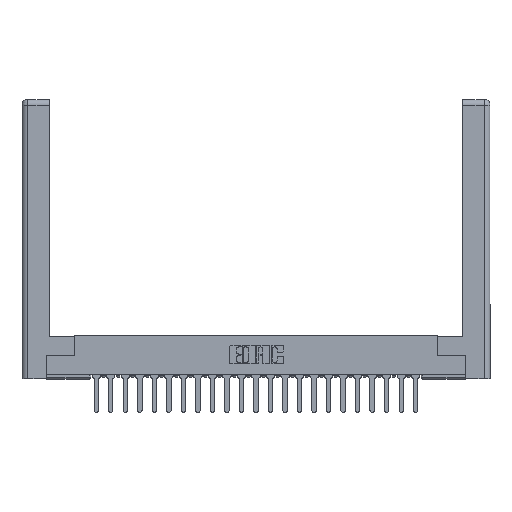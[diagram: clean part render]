
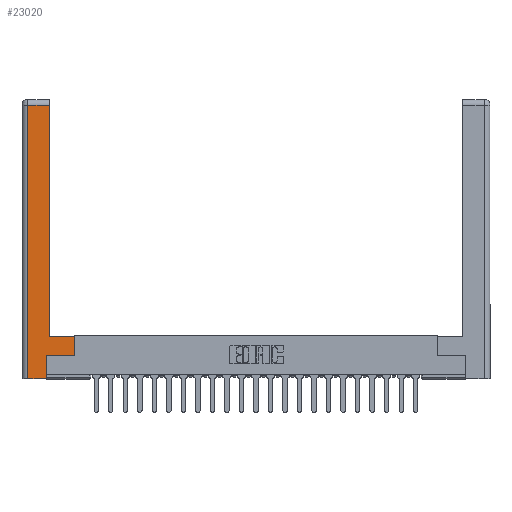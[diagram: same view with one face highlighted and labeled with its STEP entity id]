
A CAD part, top view. The second image highlights one B-rep face of the part: STEP entity #23020.
In plain terms, the highlighted planar face has unit normal (0, 0, 1).
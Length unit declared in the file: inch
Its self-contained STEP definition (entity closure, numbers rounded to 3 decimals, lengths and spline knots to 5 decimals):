
#624 = CARTESIAN_POINT ( 'NONE',  ( 0., 0., 0. ) ) ;
#1489 = DIRECTION ( 'NONE',  ( 1., 0., 0. ) ) ;
#2126 = DIRECTION ( 'NONE',  ( -1., 0., 0. ) ) ;
#2768 = DIRECTION ( 'NONE',  ( 0., 1., 0. ) ) ;
#3256 = LINE ( 'NONE', #7397, #18549 ) ;
#4312 = VECTOR ( 'NONE', #23072, 39.37008 ) ;
#4355 = DIRECTION ( 'NONE',  ( 0., 0., -1. ) ) ;
#4423 = EDGE_CURVE ( 'NONE', #24193, #21298, #4464, .T. ) ;
#4464 = LINE ( 'NONE', #20136, #23586 ) ;
#5497 = EDGE_CURVE ( 'NONE', #11436, #13824, #24358, .T. ) ;
#6099 = VECTOR ( 'NONE', #1489, 39.37008 ) ;
#6247 = CARTESIAN_POINT ( 'NONE',  ( 0.565, 0.245, 0. ) ) ;
#6437 = CARTESIAN_POINT ( 'NONE',  ( 0.265, 0.245, 0. ) ) ;
#7282 = CARTESIAN_POINT ( 'NONE',  ( 0.565, 0.245, 0. ) ) ;
#7378 = LINE ( 'NONE', #14717, #12591 ) ;
#7397 = CARTESIAN_POINT ( 'NONE',  ( 0.265, 0.245, 0. ) ) ;
#7702 = CARTESIAN_POINT ( 'NONE',  ( 0.265, 0., 0. ) ) ;
#7794 = VERTEX_POINT ( 'NONE', #6437 ) ;
#8467 = DIRECTION ( 'NONE',  ( -1., 0., 0. ) ) ;
#8468 = EDGE_CURVE ( 'NONE', #7794, #25086, #24921, .T. ) ;
#8585 = ORIENTED_EDGE ( 'NONE', *, *, #5497, .T. ) ;
#9323 = LINE ( 'NONE', #25282, #4312 ) ;
#10816 = PLANE ( 'NONE',  #21161 ) ;
#10875 = CARTESIAN_POINT ( 'NONE',  ( 0.0615, 0., 0. ) ) ;
#10911 = ORIENTED_EDGE ( 'NONE', *, *, #8468, .T. ) ;
#10990 = ORIENTED_EDGE ( 'NONE', *, *, #12823, .T. ) ;
#11436 = VERTEX_POINT ( 'NONE', #10875 ) ;
#12585 = CARTESIAN_POINT ( 'NONE',  ( 0.565, 0.45, 0. ) ) ;
#12591 = VECTOR ( 'NONE', #20600, 39.37008 ) ;
#12765 = EDGE_CURVE ( 'NONE', #15592, #24193, #20085, .T. ) ;
#12823 = EDGE_CURVE ( 'NONE', #21298, #24401, #19581, .T. ) ;
#13031 = ORIENTED_EDGE ( 'NONE', *, *, #17417, .T. ) ;
#13707 = CARTESIAN_POINT ( 'NONE',  ( 0.295, 0.45, 0. ) ) ;
#13824 = VERTEX_POINT ( 'NONE', #7702 ) ;
#14192 = ORIENTED_EDGE ( 'NONE', *, *, #4423, .T. ) ;
#14462 = CARTESIAN_POINT ( 'NONE',  ( 0.265, 0., 0. ) ) ;
#14717 = CARTESIAN_POINT ( 'NONE',  ( 0.0615, 0., 0. ) ) ;
#15592 = VERTEX_POINT ( 'NONE', #12585 ) ;
#15642 = CARTESIAN_POINT ( 'NONE',  ( 0.0615, 2.94, 0. ) ) ;
#15893 = DIRECTION ( 'NONE',  ( -1., 0., 0. ) ) ;
#16628 = DIRECTION ( 'NONE',  ( 1., 0., 0. ) ) ;
#17206 = VECTOR ( 'NONE', #16628, 39.37008 ) ;
#17417 = EDGE_CURVE ( 'NONE', #13824, #7794, #3256, .T. ) ;
#18206 = FACE_OUTER_BOUND ( 'NONE', #19629, .T. ) ;
#18549 = VECTOR ( 'NONE', #19437, 39.37008 ) ;
#18844 = VECTOR ( 'NONE', #15893, 39.37008 ) ;
#19224 = CARTESIAN_POINT ( 'NONE',  ( 0.0615, 2.94, 0. ) ) ;
#19437 = DIRECTION ( 'NONE',  ( 0., 1., 0. ) ) ;
#19581 = LINE ( 'NONE', #15642, #19688 ) ;
#19629 = EDGE_LOOP ( 'NONE', ( #14192, #10990, #19800, #8585, #13031, #10911, #22641, #23292 ) ) ;
#19688 = VECTOR ( 'NONE', #2126, 39.37008 ) ;
#19800 = ORIENTED_EDGE ( 'NONE', *, *, #25280, .T. ) ;
#20085 = LINE ( 'NONE', #13707, #18844 ) ;
#20136 = CARTESIAN_POINT ( 'NONE',  ( 0.295, 3., 0. ) ) ;
#20245 = EDGE_CURVE ( 'NONE', #25086, #15592, #9323, .T. ) ;
#20600 = DIRECTION ( 'NONE',  ( 0., -1., 0. ) ) ;
#21161 = AXIS2_PLACEMENT_3D ( 'NONE', #624, #4355, #8467 ) ;
#21298 = VERTEX_POINT ( 'NONE', #24576 ) ;
#22641 = ORIENTED_EDGE ( 'NONE', *, *, #20245, .T. ) ;
#23020 = ADVANCED_FACE ( 'NONE', ( #18206 ), #10816, .F. ) ;
#23072 = DIRECTION ( 'NONE',  ( 0., 1., 0. ) ) ;
#23292 = ORIENTED_EDGE ( 'NONE', *, *, #12765, .T. ) ;
#23586 = VECTOR ( 'NONE', #2768, 39.37008 ) ;
#24193 = VERTEX_POINT ( 'NONE', #24423 ) ;
#24358 = LINE ( 'NONE', #14462, #17206 ) ;
#24401 = VERTEX_POINT ( 'NONE', #19224 ) ;
#24423 = CARTESIAN_POINT ( 'NONE',  ( 0.295, 0.45, 0. ) ) ;
#24576 = CARTESIAN_POINT ( 'NONE',  ( 0.295, 2.94, 0. ) ) ;
#24921 = LINE ( 'NONE', #7282, #6099 ) ;
#25086 = VERTEX_POINT ( 'NONE', #6247 ) ;
#25280 = EDGE_CURVE ( 'NONE', #24401, #11436, #7378, .T. ) ;
#25282 = CARTESIAN_POINT ( 'NONE',  ( 0.565, 0.45, 0. ) ) ;
